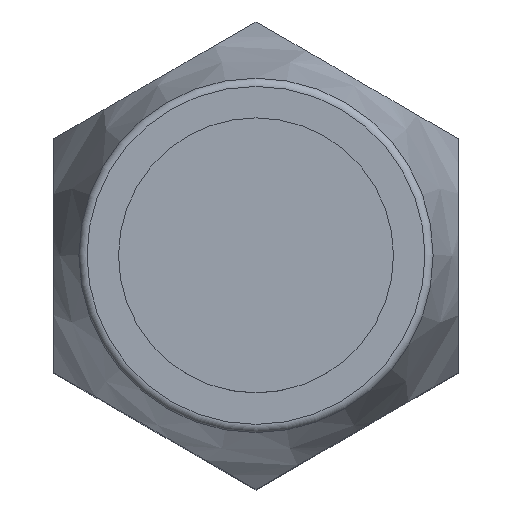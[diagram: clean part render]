
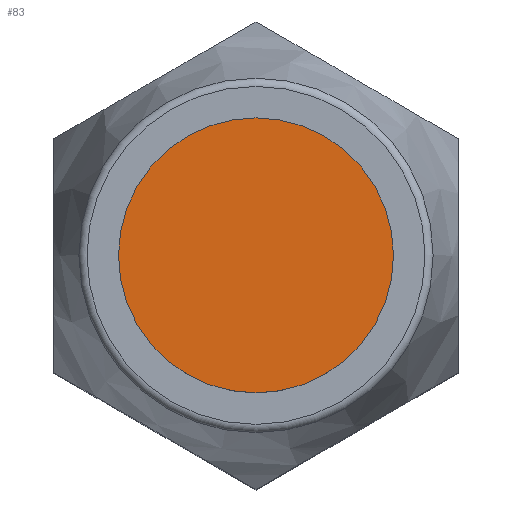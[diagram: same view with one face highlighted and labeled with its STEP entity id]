
A CAD part, top view. The second image highlights one B-rep face of the part: STEP entity #83.
In plain terms, the highlighted planar face has unit normal (0, 0, 1).
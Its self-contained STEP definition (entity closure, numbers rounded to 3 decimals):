
#83 = ADVANCED_FACE( '', ( #118 ), #119, .T. );
#118 = FACE_OUTER_BOUND( '', #167, .T. );
#119 = PLANE( '', #168 );
#167 = EDGE_LOOP( '', ( #247 ) );
#168 = AXIS2_PLACEMENT_3D( '', #248, #249, #250 );
#247 = ORIENTED_EDGE( '', *, *, #349, .T. );
#248 = CARTESIAN_POINT( '', ( 0., 0., 30. ) );
#249 = DIRECTION( '', ( 0., 0., 1. ) );
#250 = DIRECTION( '', ( 1., 0., 0. ) );
#349 = EDGE_CURVE( '', #400, #400, #401, .T. );
#400 = VERTEX_POINT( '', #691 );
#401 = CIRCLE( '', #692, 8.15 );
#691 = CARTESIAN_POINT( '', ( 0., 8.15, 30. ) );
#692 = AXIS2_PLACEMENT_3D( '', #788, #789, #790 );
#788 = CARTESIAN_POINT( '', ( 0., 0., 30. ) );
#789 = DIRECTION( '', ( 0., 0., 1. ) );
#790 = DIRECTION( '', ( 0., 1., 0. ) );
